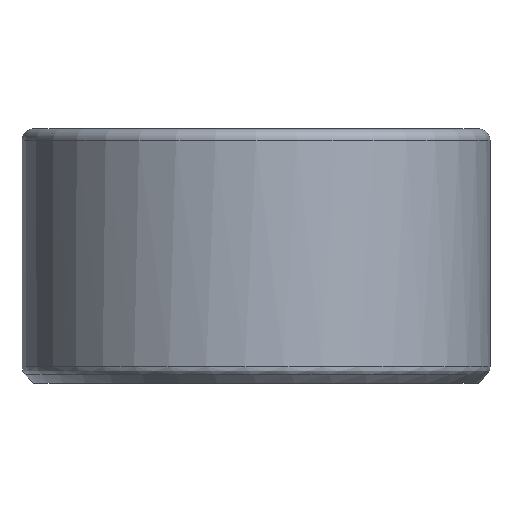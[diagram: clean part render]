
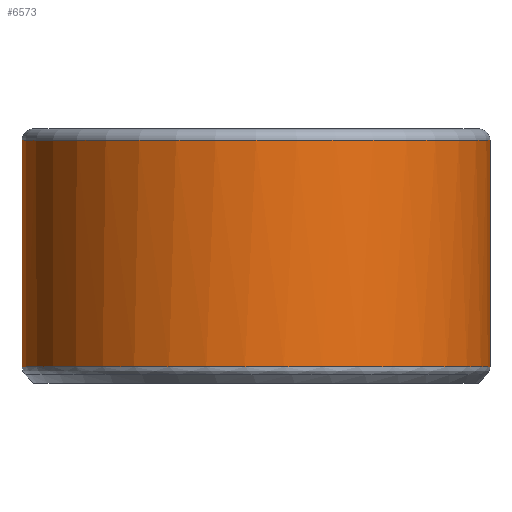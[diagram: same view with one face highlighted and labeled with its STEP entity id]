
A CAD part, front view. The second image highlights one B-rep face of the part: STEP entity #6573.
In plain terms, the highlighted cylindrical face has radius 20.25 mm (diameter 40.5 mm), a full revolution.
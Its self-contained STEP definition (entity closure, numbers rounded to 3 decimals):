
#6021 = TOROIDAL_SURFACE('',#6022,19.25,1.);
#6022 = AXIS2_PLACEMENT_3D('',#6023,#6024,#6025);
#6023 = CARTESIAN_POINT('',(0.,0.,21.));
#6024 = DIRECTION('',(0.,0.,1.));
#6025 = DIRECTION('',(1.,0.,-0.));
#6388 = VERTEX_POINT('',#6389);
#6389 = CARTESIAN_POINT('',(20.25,0.,21.));
#6409 = EDGE_CURVE('',#6388,#6388,#6410,.T.);
#6410 = SURFACE_CURVE('',#6411,(#6416,#6423),.PCURVE_S1.);
#6411 = CIRCLE('',#6412,20.25);
#6412 = AXIS2_PLACEMENT_3D('',#6413,#6414,#6415);
#6413 = CARTESIAN_POINT('',(0.,0.,21.));
#6414 = DIRECTION('',(0.,0.,1.));
#6415 = DIRECTION('',(1.,0.,-0.));
#6416 = PCURVE('',#6021,#6417);
#6417 = DEFINITIONAL_REPRESENTATION('',(#6418),#6422);
#6418 = LINE('',#6419,#6420);
#6419 = CARTESIAN_POINT('',(0.,0.));
#6420 = VECTOR('',#6421,1.);
#6421 = DIRECTION('',(1.,0.));
#6422 = ( GEOMETRIC_REPRESENTATION_CONTEXT(2) 
PARAMETRIC_REPRESENTATION_CONTEXT() REPRESENTATION_CONTEXT('2D SPACE',''
  ) );
#6423 = PCURVE('',#6424,#6429);
#6424 = CYLINDRICAL_SURFACE('',#6425,20.25);
#6425 = AXIS2_PLACEMENT_3D('',#6426,#6427,#6428);
#6426 = CARTESIAN_POINT('',(0.,0.,0.));
#6427 = DIRECTION('',(-0.,-0.,-1.));
#6428 = DIRECTION('',(1.,0.,0.));
#6429 = DEFINITIONAL_REPRESENTATION('',(#6430),#6434);
#6430 = LINE('',#6431,#6432);
#6431 = CARTESIAN_POINT('',(-0.,-21.));
#6432 = VECTOR('',#6433,1.);
#6433 = DIRECTION('',(-1.,0.));
#6434 = ( GEOMETRIC_REPRESENTATION_CONTEXT(2) 
PARAMETRIC_REPRESENTATION_CONTEXT() REPRESENTATION_CONTEXT('2D SPACE',''
  ) );
#6519 = ( BOUNDED_SURFACE() B_SPLINE_SURFACE(2,14,(
    (#6520,#6521,#6522,#6523,#6524,#6525,#6526,#6527,#6528,#6529,#6530
      ,#6531,#6532,#6533,#6534)
    ,(#6535,#6536,#6537,#6538,#6539,#6540,#6541,#6542,#6543,#6544,#6545
      ,#6546,#6547,#6548,#6549)
    ,(#6550,#6551,#6552,#6553,#6554,#6555,#6556,#6557,#6558,#6559,#6560
      ,#6561,#6562,#6563,#6564
)),.UNSPECIFIED.,.F.,.T.,.F.) B_SPLINE_SURFACE_WITH_KNOTS((3,3),(15,15),
  (0.,127.235),(0.,127.235),
.PIECEWISE_BEZIER_KNOTS.) GEOMETRIC_REPRESENTATION_ITEM() 
RATIONAL_B_SPLINE_SURFACE((
    (1.,1.,1.,1.,1.,1.
      ,1.,1.,1.,1.
      ,1.,1.,1.,1.,1.)
    ,(0.924,0.924,0.924,0.924
      ,0.924,0.924,0.924,0.924
      ,0.924,0.924,0.924,0.924
      ,0.924,0.924,0.924)
    ,(1.,1.,1.,1.,1.,1.
      ,1.,1.,1.,1.
      ,1.,1.,1.,1.,1.
))) REPRESENTATION_ITEM('') SURFACE() );
#6520 = CARTESIAN_POINT('',(20.25,0.,1.414));
#6521 = CARTESIAN_POINT('',(20.25,8.957,
    1.414));
#6522 = CARTESIAN_POINT('',(15.984,18.104,
    1.414));
#6523 = CARTESIAN_POINT('',(7.152,25.058,
    1.414));
#6524 = CARTESIAN_POINT('',(-4.894,27.344,
    1.414));
#6525 = CARTESIAN_POINT('',(-17.372,22.819,
    1.414));
#6526 = CARTESIAN_POINT('',(-25.744,13.859,
    1.414));
#6527 = CARTESIAN_POINT('',(-31.039,0.,
    1.414));
#6528 = CARTESIAN_POINT('',(-25.744,-13.859,
    1.414));
#6529 = CARTESIAN_POINT('',(-17.372,-22.819,
    1.414));
#6530 = CARTESIAN_POINT('',(-4.894,-27.344,
    1.414));
#6531 = CARTESIAN_POINT('',(7.152,-25.058,
    1.414));
#6532 = CARTESIAN_POINT('',(15.984,-18.104,
    1.414));
#6533 = CARTESIAN_POINT('',(20.25,-8.957,
    1.414));
#6534 = CARTESIAN_POINT('',(20.25,0.,1.414));
#6535 = CARTESIAN_POINT('',(20.25,0.,1.));
#6536 = CARTESIAN_POINT('',(20.25,8.957,1.));
#6537 = CARTESIAN_POINT('',(15.984,18.104,1.));
#6538 = CARTESIAN_POINT('',(7.152,25.058,1.));
#6539 = CARTESIAN_POINT('',(-4.894,27.344,1.));
#6540 = CARTESIAN_POINT('',(-17.372,22.819,1.));
#6541 = CARTESIAN_POINT('',(-25.744,13.859,
    1.));
#6542 = CARTESIAN_POINT('',(-31.039,0.,
    1.));
#6543 = CARTESIAN_POINT('',(-25.744,-13.859,
    1.));
#6544 = CARTESIAN_POINT('',(-17.372,-22.819,
    1.));
#6545 = CARTESIAN_POINT('',(-4.894,-27.344,
    1.));
#6546 = CARTESIAN_POINT('',(7.152,-25.058,1.));
#6547 = CARTESIAN_POINT('',(15.984,-18.104,1.));
#6548 = CARTESIAN_POINT('',(20.25,-8.957,1.));
#6549 = CARTESIAN_POINT('',(20.25,0.,1.));
#6550 = CARTESIAN_POINT('',(19.957,0.,0.707));
#6551 = CARTESIAN_POINT('',(19.957,8.827,
    0.707));
#6552 = CARTESIAN_POINT('',(15.753,17.842,
    0.707));
#6553 = CARTESIAN_POINT('',(7.049,24.695,
    0.707));
#6554 = CARTESIAN_POINT('',(-4.823,26.949,
    0.707));
#6555 = CARTESIAN_POINT('',(-17.121,22.489,
    0.707));
#6556 = CARTESIAN_POINT('',(-25.371,13.659,0.707
    ));
#6557 = CARTESIAN_POINT('',(-30.59,0.,
    0.707));
#6558 = CARTESIAN_POINT('',(-25.371,-13.659,
    0.707));
#6559 = CARTESIAN_POINT('',(-17.121,-22.489,
    0.707));
#6560 = CARTESIAN_POINT('',(-4.823,-26.949,0.707
    ));
#6561 = CARTESIAN_POINT('',(7.049,-24.695,
    0.707));
#6562 = CARTESIAN_POINT('',(15.753,-17.842,
    0.707));
#6563 = CARTESIAN_POINT('',(19.957,-8.827,
    0.707));
#6564 = CARTESIAN_POINT('',(19.957,0.,
    0.707));
#6573 = ADVANCED_FACE('',(#6574),#6424,.T.);
#6574 = FACE_BOUND('',#6575,.F.);
#6575 = EDGE_LOOP('',(#6576,#6599,#6600,#6601));
#6576 = ORIENTED_EDGE('',*,*,#6577,.T.);
#6577 = EDGE_CURVE('',#6578,#6388,#6580,.T.);
#6578 = VERTEX_POINT('',#6579);
#6579 = CARTESIAN_POINT('',(20.25,0.,1.414));
#6580 = SEAM_CURVE('',#6581,(#6585,#6592),.PCURVE_S1.);
#6581 = LINE('',#6582,#6583);
#6582 = CARTESIAN_POINT('',(20.25,0.,0.));
#6583 = VECTOR('',#6584,1.);
#6584 = DIRECTION('',(0.,0.,1.));
#6585 = PCURVE('',#6424,#6586);
#6586 = DEFINITIONAL_REPRESENTATION('',(#6587),#6591);
#6587 = LINE('',#6588,#6589);
#6588 = CARTESIAN_POINT('',(-0.,0.));
#6589 = VECTOR('',#6590,1.);
#6590 = DIRECTION('',(-0.,-1.));
#6591 = ( GEOMETRIC_REPRESENTATION_CONTEXT(2) 
PARAMETRIC_REPRESENTATION_CONTEXT() REPRESENTATION_CONTEXT('2D SPACE',''
  ) );
#6592 = PCURVE('',#6424,#6593);
#6593 = DEFINITIONAL_REPRESENTATION('',(#6594),#6598);
#6594 = LINE('',#6595,#6596);
#6595 = CARTESIAN_POINT('',(-6.283,0.));
#6596 = VECTOR('',#6597,1.);
#6597 = DIRECTION('',(-0.,-1.));
#6598 = ( GEOMETRIC_REPRESENTATION_CONTEXT(2) 
PARAMETRIC_REPRESENTATION_CONTEXT() REPRESENTATION_CONTEXT('2D SPACE',''
  ) );
#6599 = ORIENTED_EDGE('',*,*,#6409,.T.);
#6600 = ORIENTED_EDGE('',*,*,#6577,.F.);
#6601 = ORIENTED_EDGE('',*,*,#6602,.F.);
#6602 = EDGE_CURVE('',#6578,#6578,#6603,.T.);
#6603 = SURFACE_CURVE('',#6604,(#6620,#6644),.PCURVE_S1.);
#6604 = ( BOUNDED_CURVE() B_SPLINE_CURVE(14,(#6605,#6606,#6607,#6608,
    #6609,#6610,#6611,#6612,#6613,#6614,#6615,#6616,#6617,#6618,#6619),
.UNSPECIFIED.,.T.,.F.) B_SPLINE_CURVE_WITH_KNOTS((15,15),(
0.,127.235),.PIECEWISE_BEZIER_KNOTS.) CURVE() 
GEOMETRIC_REPRESENTATION_ITEM() RATIONAL_B_SPLINE_CURVE((1.,1.,
    1.,1.,1.,1.,
    1.,1.,1.,1.,
    1.,1.,1.,1.,1.)) 
REPRESENTATION_ITEM('') );
#6605 = CARTESIAN_POINT('',(20.25,0.,1.414));
#6606 = CARTESIAN_POINT('',(20.25,8.957,
    1.414));
#6607 = CARTESIAN_POINT('',(15.984,18.104,
    1.414));
#6608 = CARTESIAN_POINT('',(7.152,25.058,
    1.414));
#6609 = CARTESIAN_POINT('',(-4.894,27.344,
    1.414));
#6610 = CARTESIAN_POINT('',(-17.372,22.819,
    1.414));
#6611 = CARTESIAN_POINT('',(-25.744,13.859,
    1.414));
#6612 = CARTESIAN_POINT('',(-31.039,0.,
    1.414));
#6613 = CARTESIAN_POINT('',(-25.744,-13.859,
    1.414));
#6614 = CARTESIAN_POINT('',(-17.372,-22.819,
    1.414));
#6615 = CARTESIAN_POINT('',(-4.894,-27.344,
    1.414));
#6616 = CARTESIAN_POINT('',(7.152,-25.058,
    1.414));
#6617 = CARTESIAN_POINT('',(15.984,-18.104,
    1.414));
#6618 = CARTESIAN_POINT('',(20.25,-8.957,
    1.414));
#6619 = CARTESIAN_POINT('',(20.25,0.,1.414));
#6620 = PCURVE('',#6424,#6621);
#6621 = DEFINITIONAL_REPRESENTATION('',(#6622),#6643);
#6622 = B_SPLINE_CURVE_WITH_KNOTS('',10,(#6623,#6624,#6625,#6626,#6627,
    #6628,#6629,#6630,#6631,#6632,#6633,#6634,#6635,#6636,#6637,#6638,
    #6639,#6640,#6641,#6642),.UNSPECIFIED.,.F.,.F.,(11,9,11),(
    0.,63.617,127.235),.UNSPECIFIED.);
#6623 = CARTESIAN_POINT('',(0.,-1.414));
#6624 = CARTESIAN_POINT('',(-0.31,-1.414));
#6625 = CARTESIAN_POINT('',(-0.624,-1.414));
#6626 = CARTESIAN_POINT('',(-0.94,-1.414));
#6627 = CARTESIAN_POINT('',(-1.256,-1.414));
#6628 = CARTESIAN_POINT('',(-1.57,-1.414));
#6629 = CARTESIAN_POINT('',(-1.885,-1.414));
#6630 = CARTESIAN_POINT('',(-2.199,-1.414));
#6631 = CARTESIAN_POINT('',(-2.513,-1.414));
#6632 = CARTESIAN_POINT('',(-2.827,-1.414));
#6633 = CARTESIAN_POINT('',(-3.456,-1.414));
#6634 = CARTESIAN_POINT('',(-3.77,-1.414));
#6635 = CARTESIAN_POINT('',(-4.084,-1.414));
#6636 = CARTESIAN_POINT('',(-4.398,-1.414));
#6637 = CARTESIAN_POINT('',(-4.713,-1.414));
#6638 = CARTESIAN_POINT('',(-5.027,-1.414));
#6639 = CARTESIAN_POINT('',(-5.343,-1.414));
#6640 = CARTESIAN_POINT('',(-5.659,-1.414));
#6641 = CARTESIAN_POINT('',(-5.974,-1.414));
#6642 = CARTESIAN_POINT('',(-6.283,-1.414));
#6643 = ( GEOMETRIC_REPRESENTATION_CONTEXT(2) 
PARAMETRIC_REPRESENTATION_CONTEXT() REPRESENTATION_CONTEXT('2D SPACE',''
  ) );
#6644 = PCURVE('',#6519,#6645);
#6645 = DEFINITIONAL_REPRESENTATION('',(#6646),#6650);
#6646 = LINE('',#6647,#6648);
#6647 = CARTESIAN_POINT('',(0.,0.));
#6648 = VECTOR('',#6649,1.);
#6649 = DIRECTION('',(0.,1.));
#6650 = ( GEOMETRIC_REPRESENTATION_CONTEXT(2) 
PARAMETRIC_REPRESENTATION_CONTEXT() REPRESENTATION_CONTEXT('2D SPACE',''
  ) );
